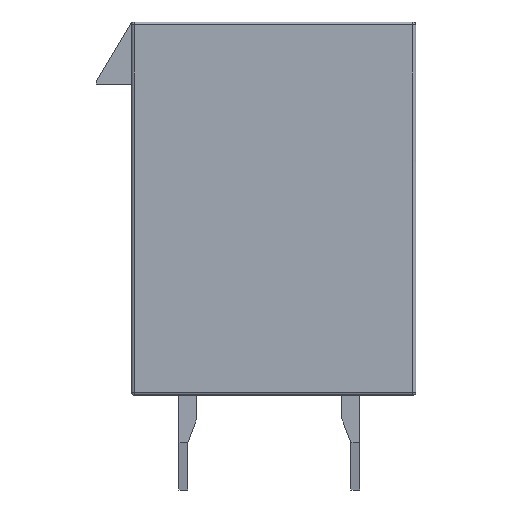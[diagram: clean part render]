
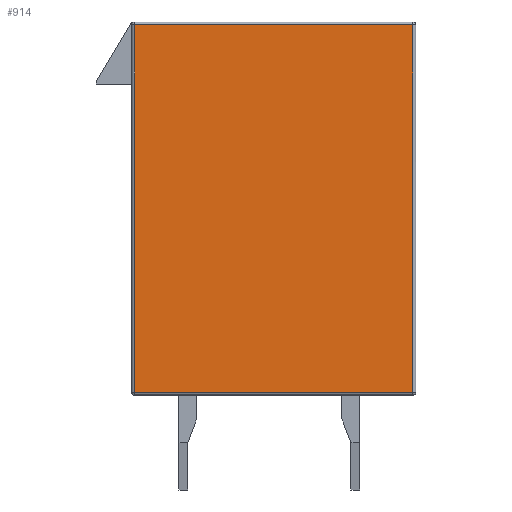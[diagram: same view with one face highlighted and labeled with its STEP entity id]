
A CAD part, left-side view. The second image highlights one B-rep face of the part: STEP entity #914.
In plain terms, the highlighted free-form (B-spline) face has degree [1, 1] with [2, 2] control points.
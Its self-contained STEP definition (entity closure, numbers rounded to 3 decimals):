
#688 = EDGE_CURVE('',#689,#691,#693,.T.);
#689 = VERTEX_POINT('',#690);
#690 = CARTESIAN_POINT('',(-3.767,-2.93,
    0.14));
#691 = VERTEX_POINT('',#692);
#692 = CARTESIAN_POINT('',(-3.767,10.185,
    0.14));
#693 = B_SPLINE_CURVE_WITH_KNOTS('',1,(#694,#695),.UNSPECIFIED.,.F.,.F.,
  (2,2),(0.,9.4),.PIECEWISE_BEZIER_KNOTS.);
#694 = CARTESIAN_POINT('',(-3.767,-2.93,
    0.14));
#695 = CARTESIAN_POINT('',(-3.767,10.185,
    0.14));
#914 = ADVANCED_FACE('',(#915),#937,.T.);
#915 = FACE_BOUND('',#916,.T.);
#916 = EDGE_LOOP('',(#917,#924,#931,#936));
#917 = ORIENTED_EDGE('',*,*,#918,.F.);
#918 = EDGE_CURVE('',#919,#689,#921,.T.);
#919 = VERTEX_POINT('',#920);
#920 = CARTESIAN_POINT('',(-3.767,-2.93,
    17.44));
#921 = B_SPLINE_CURVE_WITH_KNOTS('',1,(#922,#923),.UNSPECIFIED.,.F.,.F.,
  (2,2),(0.,12.4),.PIECEWISE_BEZIER_KNOTS.);
#922 = CARTESIAN_POINT('',(-3.767,-2.93,
    17.44));
#923 = CARTESIAN_POINT('',(-3.767,-2.93,
    0.14));
#924 = ORIENTED_EDGE('',*,*,#925,.T.);
#925 = EDGE_CURVE('',#919,#926,#928,.T.);
#926 = VERTEX_POINT('',#927);
#927 = CARTESIAN_POINT('',(-3.767,10.185,
    17.44));
#928 = B_SPLINE_CURVE_WITH_KNOTS('',1,(#929,#930),.UNSPECIFIED.,.F.,.F.,
  (2,2),(0.,9.4),.PIECEWISE_BEZIER_KNOTS.);
#929 = CARTESIAN_POINT('',(-3.767,-2.93,
    17.44));
#930 = CARTESIAN_POINT('',(-3.767,10.185,
    17.44));
#931 = ORIENTED_EDGE('',*,*,#932,.T.);
#932 = EDGE_CURVE('',#926,#691,#933,.T.);
#933 = B_SPLINE_CURVE_WITH_KNOTS('',1,(#934,#935),.UNSPECIFIED.,.F.,.F.,
  (2,2),(0.,12.4),.PIECEWISE_BEZIER_KNOTS.);
#934 = CARTESIAN_POINT('',(-3.767,10.185,
    17.44));
#935 = CARTESIAN_POINT('',(-3.767,10.185,
    0.14));
#936 = ORIENTED_EDGE('',*,*,#688,.F.);
#937 = B_SPLINE_SURFACE_WITH_KNOTS('',1,1,(
    (#938,#939)
    ,(#940,#941
    )),.UNSPECIFIED.,.F.,.F.,.F.,(2,2),(2,2),(0.1,9.5),(0.1,12.5),
  .PIECEWISE_BEZIER_KNOTS.);
#938 = CARTESIAN_POINT('',(-3.767,-2.93,
    17.44));
#939 = CARTESIAN_POINT('',(-3.767,-2.93,
    0.14));
#940 = CARTESIAN_POINT('',(-3.767,10.185,
    17.44));
#941 = CARTESIAN_POINT('',(-3.767,10.185,
    0.14));
